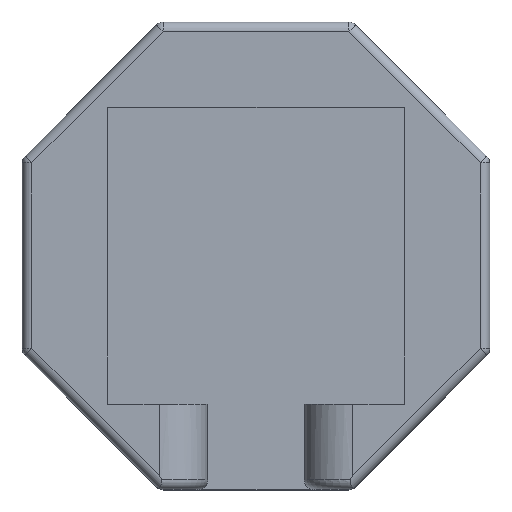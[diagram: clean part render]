
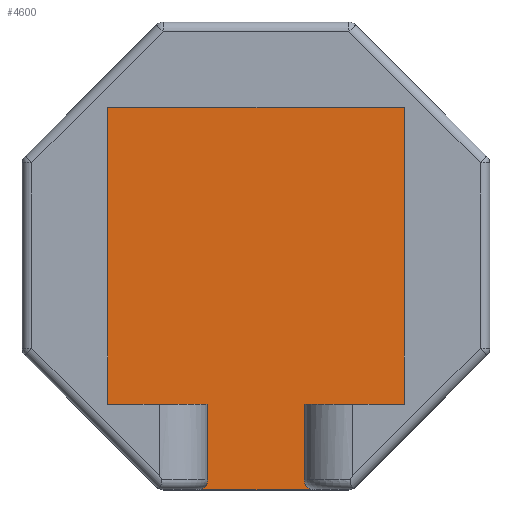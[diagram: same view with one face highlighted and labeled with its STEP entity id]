
A CAD part, top view. The second image highlights one B-rep face of the part: STEP entity #4600.
In plain terms, the highlighted planar face has unit normal (0, 0, 1).
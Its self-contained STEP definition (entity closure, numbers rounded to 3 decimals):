
#3750=CARTESIAN_POINT('',(0.,0.,3.));
#3760=DIRECTION('',(0.,0.,1.));
#3770=DIRECTION('',(1.,0.,0.));
#3780=AXIS2_PLACEMENT_3D('',#3750,#3760,#3770);
#3790=PLANE('',#3780);
#3800=CARTESIAN_POINT('',(4.,0.,3.));
#3810=DIRECTION('',(-0.,1.,0.));
#3820=VECTOR('',#3810,1.);
#3830=LINE('',#3800,#3820);
#3840=CARTESIAN_POINT('',(4.,4.,3.));
#3850=VERTEX_POINT('',#3840);
#3860=CARTESIAN_POINT('',(4.,96.,3.));
#3870=VERTEX_POINT('',#3860);
#3880=EDGE_CURVE('',#3850,#3870,#3830,.T.);
#3890=ORIENTED_EDGE('',*,*,#3880,.F.);
#3900=CARTESIAN_POINT('',(0.,96.,3.));
#3910=DIRECTION('',(1.,0.,0.));
#3920=VECTOR('',#3910,1.);
#3930=LINE('',#3900,#3920);
#3940=CARTESIAN_POINT('',(96.,96.,3.));
#3950=VERTEX_POINT('',#3940);
#3960=EDGE_CURVE('',#3870,#3950,#3930,.T.);
#3970=ORIENTED_EDGE('',*,*,#3960,.F.);
#3980=CARTESIAN_POINT('',(96.,0.,3.));
#3990=DIRECTION('',(-0.,-1.,0.));
#4000=VECTOR('',#3990,1.);
#4010=LINE('',#3980,#4000);
#4020=CARTESIAN_POINT('',(96.,4.,3.));
#4030=VERTEX_POINT('',#4020);
#4040=EDGE_CURVE('',#3950,#4030,#4010,.T.);
#4050=ORIENTED_EDGE('',*,*,#4040,.F.);
#4060=CARTESIAN_POINT('',(0.,4.,3.));
#4070=DIRECTION('',(-1.,0.,0.));
#4080=VECTOR('',#4070,1.);
#4090=LINE('',#4060,#4080);
#4100=CARTESIAN_POINT('',(65.,4.,3.));
#4110=VERTEX_POINT('',#4100);
#4120=EDGE_CURVE('',#4030,#4110,#4090,.T.);
#4130=ORIENTED_EDGE('',*,*,#4120,.F.);
#4140=CARTESIAN_POINT('',(65.,0.,3.));
#4150=DIRECTION('',(-0.,1.,0.));
#4160=VECTOR('',#4150,1.);
#4170=LINE('',#4140,#4160);
#4180=CARTESIAN_POINT('',(65.,-19.426,3.));
#4190=VERTEX_POINT('',#4180);
#4200=EDGE_CURVE('',#4190,#4110,#4170,.T.);
#4210=ORIENTED_EDGE('',*,*,#4200,.T.);
#4220=CARTESIAN_POINT('',(68.,-19.426,3.));
#4230=DIRECTION('',(0.,0.,-1.));
#4240=DIRECTION('',(-1.,0.,0.));
#4250=AXIS2_PLACEMENT_3D('',#4220,#4230,#4240);
#4260=CIRCLE('',#4250,3.);
#4270=CARTESIAN_POINT('',(68.,-22.426,3.));
#4280=VERTEX_POINT('',#4270);
#4290=EDGE_CURVE('',#4280,#4190,#4260,.T.);
#4300=ORIENTED_EDGE('',*,*,#4290,.T.);
#4310=CARTESIAN_POINT('',(0.,-22.426,3.));
#4320=DIRECTION('',(1.,0.,0.));
#4330=VECTOR('',#4320,1.);
#4340=LINE('',#4310,#4330);
#4350=CARTESIAN_POINT('',(32.,-22.426,3.));
#4360=VERTEX_POINT('',#4350);
#4370=EDGE_CURVE('',#4360,#4280,#4340,.T.);
#4380=ORIENTED_EDGE('',*,*,#4370,.T.);
#4390=CARTESIAN_POINT('',(32.,-19.426,3.));
#4400=DIRECTION('',(0.,-0.,1.));
#4410=DIRECTION('',(1.,0.,-0.));
#4420=AXIS2_PLACEMENT_3D('',#4390,#4400,#4410);
#4430=CIRCLE('',#4420,3.);
#4440=CARTESIAN_POINT('',(35.,-19.426,3.));
#4450=VERTEX_POINT('',#4440);
#4460=EDGE_CURVE('',#4360,#4450,#4430,.T.);
#4470=ORIENTED_EDGE('',*,*,#4460,.F.);
#4480=CARTESIAN_POINT('',(35.,0.,3.));
#4490=DIRECTION('',(-0.,1.,0.));
#4500=VECTOR('',#4490,1.);
#4510=LINE('',#4480,#4500);
#4520=CARTESIAN_POINT('',(35.,4.,3.));
#4530=VERTEX_POINT('',#4520);
#4540=EDGE_CURVE('',#4450,#4530,#4510,.T.);
#4550=ORIENTED_EDGE('',*,*,#4540,.F.);
#4560=EDGE_CURVE('',#4530,#3850,#4090,.T.);
#4570=ORIENTED_EDGE('',*,*,#4560,.F.);
#4580=EDGE_LOOP('',(#4570,#4550,#4470,#4380,#4300,#4210,#4130,#4050,
#3970,#3890));
#4590=FACE_OUTER_BOUND('',#4580,.T.);
#4600=ADVANCED_FACE('',(#4590),#3790,.T.);
